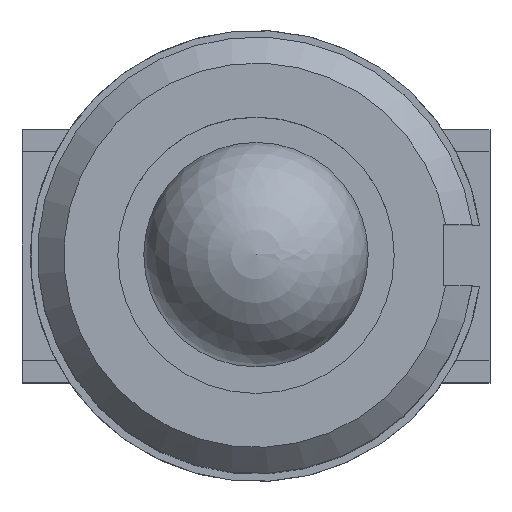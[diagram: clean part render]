
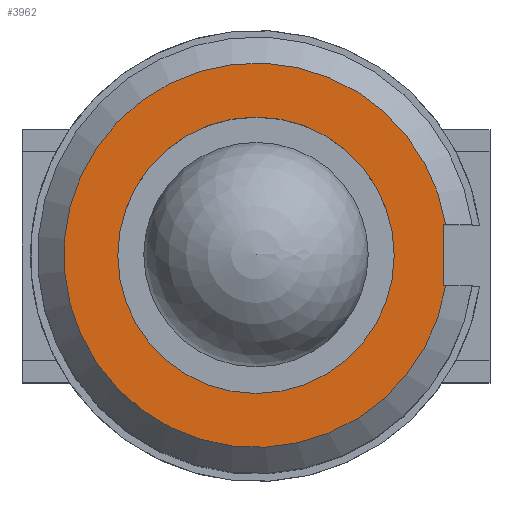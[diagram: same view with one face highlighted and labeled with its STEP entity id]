
A CAD part, top view. The second image highlights one B-rep face of the part: STEP entity #3962.
In plain terms, the highlighted planar face has unit normal (0, 0, 1).
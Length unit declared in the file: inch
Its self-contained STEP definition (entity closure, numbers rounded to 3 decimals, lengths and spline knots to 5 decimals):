
#32=FACE_BOUND('',#467,.T.);
#223=FACE_OUTER_BOUND('',#466,.T.);
#466=EDGE_LOOP('',(#3020,#3021,#3022,#3023));
#467=EDGE_LOOP('',(#3024));
#794=LINE('',#6248,#1235);
#795=LINE('',#6250,#1236);
#796=LINE('',#6251,#1237);
#1235=VECTOR('',#5056,0.3937);
#1236=VECTOR('',#5057,0.3937);
#1237=VECTOR('',#5058,0.3937);
#1565=CIRCLE('',#4312,0.20531);
#1566=CIRCLE('',#4314,0.14764);
#1785=VERTEX_POINT('',#6234);
#1788=VERTEX_POINT('',#6241);
#1789=VERTEX_POINT('',#6247);
#1790=VERTEX_POINT('',#6249);
#1791=VERTEX_POINT('',#6252);
#2229=EDGE_CURVE('',#1788,#1785,#1565,.T.);
#2230=EDGE_CURVE('',#1789,#1788,#794,.T.);
#2231=EDGE_CURVE('',#1790,#1789,#795,.T.);
#2232=EDGE_CURVE('',#1785,#1790,#796,.T.);
#2233=EDGE_CURVE('',#1791,#1791,#1566,.T.);
#3020=ORIENTED_EDGE('',*,*,#2229,.F.);
#3021=ORIENTED_EDGE('',*,*,#2230,.F.);
#3022=ORIENTED_EDGE('',*,*,#2231,.F.);
#3023=ORIENTED_EDGE('',*,*,#2232,.F.);
#3024=ORIENTED_EDGE('',*,*,#2233,.T.);
#3749=PLANE('',#4313);
#3962=ADVANCED_FACE('',(#223,#32),#3749,.T.);
#4312=AXIS2_PLACEMENT_3D('',#6245,#5052,#5053);
#4313=AXIS2_PLACEMENT_3D('',#6246,#5054,#5055);
#4314=AXIS2_PLACEMENT_3D('',#6253,#5059,#5060);
#5052=DIRECTION('center_axis',(0.,0.,
-1.));
#5053=DIRECTION('ref_axis',(-0.99,-0.139,0.));
#5054=DIRECTION('center_axis',(0.,0.,
1.));
#5055=DIRECTION('ref_axis',(-1.,0.,0.));
#5056=DIRECTION('',(1.,0.,0.));
#5057=DIRECTION('',(0.,-1.,0.));
#5058=DIRECTION('',(-1.,0.,0.));
#5059=DIRECTION('center_axis',(0.,0.,
-1.));
#5060=DIRECTION('ref_axis',(1.,0.,0.));
#6234=CARTESIAN_POINT('',(0.20273,0.03248,0.81811));
#6241=CARTESIAN_POINT('',(0.20273,-0.03248,0.81811));
#6245=CARTESIAN_POINT('Origin',(0.,0.,
0.81811));
#6246=CARTESIAN_POINT('Origin',(0.02778,0.,
0.81811));
#6247=CARTESIAN_POINT('',(0.19989,-0.03248,0.81811));
#6248=CARTESIAN_POINT('',(0.231,-0.03248,0.81811));
#6249=CARTESIAN_POINT('',(0.19989,0.03248,0.81811));
#6250=CARTESIAN_POINT('',(0.19989,-0.03248,0.81811));
#6251=CARTESIAN_POINT('',(0.19989,0.03248,0.81811));
#6252=CARTESIAN_POINT('',(-0.14764,0.,0.81811));
#6253=CARTESIAN_POINT('Origin',(0.,0.,
0.81811));
